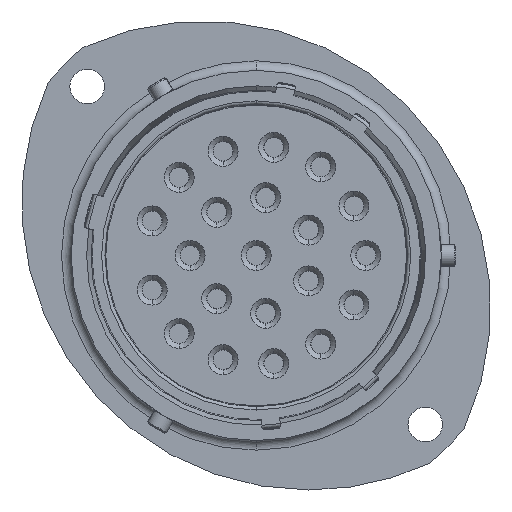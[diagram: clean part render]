
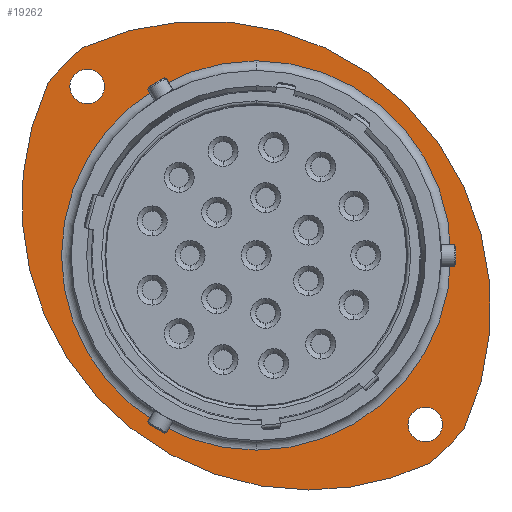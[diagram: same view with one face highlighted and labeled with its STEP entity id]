
A CAD part, left-side view. The second image highlights one B-rep face of the part: STEP entity #19262.
In plain terms, the highlighted planar face has unit normal (-1, 0, 0).
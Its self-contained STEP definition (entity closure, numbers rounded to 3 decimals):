
#351 = ORIENTED_EDGE ( 'NONE', *, *, #822, .F. ) ;
#470 = CIRCLE ( 'NONE', #1630, 18.305 ) ;
#535 = ORIENTED_EDGE ( 'NONE', *, *, #32301, .F. ) ;
#822 = EDGE_CURVE ( 'NONE', #11861, #13843, #11127, .T. ) ;
#1292 = CARTESIAN_POINT ( 'NONE',  ( 78.89, 7.169, -45.671 ) ) ;
#1572 = ORIENTED_EDGE ( 'NONE', *, *, #6200, .T. ) ;
#1630 = AXIS2_PLACEMENT_3D ( 'NONE', #37823, #19861, #26120 ) ;
#1660 = VERTEX_POINT ( 'NONE', #2494 ) ;
#1842 = DIRECTION ( 'NONE',  ( 0., 0., 1. ) ) ;
#2166 = DIRECTION ( 'NONE',  ( -1., 0., 0. ) ) ;
#2494 = CARTESIAN_POINT ( 'NONE',  ( 78.89, -7.435, -66.911 ) ) ;
#2695 = CARTESIAN_POINT ( 'NONE',  ( 78.89, -4.172, -70.174 ) ) ;
#2924 = EDGE_LOOP ( 'NONE', ( #1572, #24167 ) ) ;
#2933 = CARTESIAN_POINT ( 'NONE',  ( 78.89, -3.774, -68.138 ) ) ;
#3283 = DIRECTION ( 'NONE',  ( -1., 0., 0. ) ) ;
#3337 = CARTESIAN_POINT ( 'NONE',  ( 78.89, 28.011, -34.729 ) ) ;
#3501 = CARTESIAN_POINT ( 'NONE',  ( 78.89, 28.011, -36.354 ) ) ;
#4383 = AXIS2_PLACEMENT_3D ( 'NONE', #3337, #6372, #9348 ) ;
#4862 = CARTESIAN_POINT ( 'NONE',  ( 78.89, 12.119, -50.621 ) ) ;
#5012 = CARTESIAN_POINT ( 'NONE',  ( 78.89, 31.672, -34.33 ) ) ;
#5935 = CIRCLE ( 'NONE', #34144, 27. ) ;
#6098 = DIRECTION ( 'NONE',  ( 1., 0., 0. ) ) ;
#6200 = EDGE_CURVE ( 'NONE', #9741, #8389, #9004, .T. ) ;
#6372 = DIRECTION ( 'NONE',  ( -1., 0., 0. ) ) ;
#8131 = DIRECTION ( 'NONE',  ( -1., 0., 0. ) ) ;
#8389 = VERTEX_POINT ( 'NONE', #9678 ) ;
#8442 = FACE_BOUND ( 'NONE', #30759, .T. ) ;
#9004 = CIRCLE ( 'NONE', #20231, 18.305 ) ;
#9124 = CARTESIAN_POINT ( 'NONE',  ( 78.89, -3.774, -64.888 ) ) ;
#9236 = VERTEX_POINT ( 'NONE', #5012 ) ;
#9238 = CARTESIAN_POINT ( 'NONE',  ( 78.89, -3.774, -66.513 ) ) ;
#9338 = CARTESIAN_POINT ( 'NONE',  ( 78.89, 28.011, -34.729 ) ) ;
#9348 = DIRECTION ( 'NONE',  ( 0., 0., -1. ) ) ;
#9610 = DIRECTION ( 'NONE',  ( -1., 0., 0. ) ) ;
#9678 = CARTESIAN_POINT ( 'NONE',  ( 78.89, 12.119, -32.316 ) ) ;
#9741 = VERTEX_POINT ( 'NONE', #34860 ) ;
#10254 = VERTEX_POINT ( 'NONE', #9124 ) ;
#10563 = CARTESIAN_POINT ( 'NONE',  ( 78.89, -3.774, -66.513 ) ) ;
#11127 = CIRCLE ( 'NONE', #4383, 1.625 ) ;
#11174 = DIRECTION ( 'NONE',  ( 1., 0., 0. ) ) ;
#11387 = CARTESIAN_POINT ( 'NONE',  ( 78.89, 28.011, -33.104 ) ) ;
#11561 = CIRCLE ( 'NONE', #23228, 1.625 ) ;
#11861 = VERTEX_POINT ( 'NONE', #3501 ) ;
#12853 = ORIENTED_EDGE ( 'NONE', *, *, #34575, .T. ) ;
#13067 = VERTEX_POINT ( 'NONE', #2695 ) ;
#13313 = EDGE_CURVE ( 'NONE', #8389, #9741, #470, .T. ) ;
#13446 = DIRECTION ( 'NONE',  ( 0., 0., -1. ) ) ;
#13843 = VERTEX_POINT ( 'NONE', #11387 ) ;
#14057 = AXIS2_PLACEMENT_3D ( 'NONE', #1292, #37113, #16073 ) ;
#14238 = EDGE_CURVE ( 'NONE', #29685, #10254, #25840, .T. ) ;
#14452 = PLANE ( 'NONE',  #37429 ) ;
#15458 = CARTESIAN_POINT ( 'NONE',  ( 78.89, 17.068, -55.571 ) ) ;
#16073 = DIRECTION ( 'NONE',  ( 0., 0., -1. ) ) ;
#16410 = FACE_BOUND ( 'NONE', #32852, .T. ) ;
#17057 = CARTESIAN_POINT ( 'NONE',  ( 78.89, 29.524, -50.621 ) ) ;
#17114 = EDGE_CURVE ( 'NONE', #13843, #11861, #11561, .T. ) ;
#17687 = ORIENTED_EDGE ( 'NONE', *, *, #35798, .T. ) ;
#18454 = ORIENTED_EDGE ( 'NONE', *, *, #17114, .F. ) ;
#19262 = ADVANCED_FACE ( 'NONE', ( #29606, #16410, #8442, #20222 ), #14452, .F. ) ;
#19420 = VERTEX_POINT ( 'NONE', #32921 ) ;
#19791 = AXIS2_PLACEMENT_3D ( 'NONE', #10563, #31402, #13446 ) ;
#19861 = DIRECTION ( 'NONE',  ( 1., 0., 0. ) ) ;
#19962 = DIRECTION ( 'NONE',  ( -1., 0., 0. ) ) ;
#20148 = CARTESIAN_POINT ( 'NONE',  ( 78.89, 12.119, -50.621 ) ) ;
#20168 = EDGE_LOOP ( 'NONE', ( #17687, #29813, #12853, #33262, #29824 ) ) ;
#20222 = FACE_OUTER_BOUND ( 'NONE', #20168, .T. ) ;
#20231 = AXIS2_PLACEMENT_3D ( 'NONE', #21465, #6098, #27092 ) ;
#21465 = CARTESIAN_POINT ( 'NONE',  ( 78.89, 12.119, -50.621 ) ) ;
#21818 = EDGE_CURVE ( 'NONE', #19420, #9236, #34474, .T. ) ;
#22059 = CIRCLE ( 'NONE', #29053, 25.45 ) ;
#22381 = CIRCLE ( 'NONE', #14057, 27. ) ;
#22491 = ORIENTED_EDGE ( 'NONE', *, *, #14238, .F. ) ;
#23228 = AXIS2_PLACEMENT_3D ( 'NONE', #9338, #9610, #33736 ) ;
#24167 = ORIENTED_EDGE ( 'NONE', *, *, #13313, .T. ) ;
#24479 = DIRECTION ( 'NONE',  ( -1., 0., 0. ) ) ;
#24607 = EDGE_CURVE ( 'NONE', #1660, #19420, #24791, .T. ) ;
#24791 = CIRCLE ( 'NONE', #29952, 27. ) ;
#25078 = EDGE_CURVE ( 'NONE', #32548, #13067, #22381, .T. ) ;
#25141 = AXIS2_PLACEMENT_3D ( 'NONE', #9238, #24479, #36420 ) ;
#25840 = CIRCLE ( 'NONE', #19791, 1.625 ) ;
#26120 = DIRECTION ( 'NONE',  ( 0., 0., -1. ) ) ;
#27037 = AXIS2_PLACEMENT_3D ( 'NONE', #4862, #19962, #1842 ) ;
#27092 = DIRECTION ( 'NONE',  ( 0., 0., -1. ) ) ;
#27585 = CARTESIAN_POINT ( 'NONE',  ( 78.89, 7.169, -45.671 ) ) ;
#27678 = DIRECTION ( 'NONE',  ( 0., 0., -1. ) ) ;
#27689 = DIRECTION ( 'NONE',  ( 0., 0., -1. ) ) ;
#29053 = AXIS2_PLACEMENT_3D ( 'NONE', #20148, #2166, #37727 ) ;
#29606 = FACE_BOUND ( 'NONE', #2924, .T. ) ;
#29685 = VERTEX_POINT ( 'NONE', #2933 ) ;
#29813 = ORIENTED_EDGE ( 'NONE', *, *, #25078, .T. ) ;
#29824 = ORIENTED_EDGE ( 'NONE', *, *, #21818, .T. ) ;
#29952 = AXIS2_PLACEMENT_3D ( 'NONE', #15458, #3283, #27689 ) ;
#30759 = EDGE_LOOP ( 'NONE', ( #351, #18454 ) ) ;
#30957 = CIRCLE ( 'NONE', #25141, 1.625 ) ;
#31402 = DIRECTION ( 'NONE',  ( -1., 0., 0. ) ) ;
#32152 = DIRECTION ( 'NONE',  ( 0., 0., -1. ) ) ;
#32301 = EDGE_CURVE ( 'NONE', #10254, #29685, #30957, .T. ) ;
#32548 = VERTEX_POINT ( 'NONE', #36959 ) ;
#32852 = EDGE_LOOP ( 'NONE', ( #22491, #535 ) ) ;
#32921 = CARTESIAN_POINT ( 'NONE',  ( 78.89, 28.409, -31.068 ) ) ;
#33262 = ORIENTED_EDGE ( 'NONE', *, *, #24607, .T. ) ;
#33736 = DIRECTION ( 'NONE',  ( 0., 0., -1. ) ) ;
#34144 = AXIS2_PLACEMENT_3D ( 'NONE', #27585, #8131, #27678 ) ;
#34474 = CIRCLE ( 'NONE', #27037, 25.45 ) ;
#34575 = EDGE_CURVE ( 'NONE', #13067, #1660, #22059, .T. ) ;
#34860 = CARTESIAN_POINT ( 'NONE',  ( 78.89, 12.119, -68.926 ) ) ;
#35798 = EDGE_CURVE ( 'NONE', #9236, #32548, #5935, .T. ) ;
#36420 = DIRECTION ( 'NONE',  ( 0., 0., -1. ) ) ;
#36959 = CARTESIAN_POINT ( 'NONE',  ( 78.89, 7.169, -72.671 ) ) ;
#37113 = DIRECTION ( 'NONE',  ( -1., 0., 0. ) ) ;
#37429 = AXIS2_PLACEMENT_3D ( 'NONE', #17057, #11174, #32152 ) ;
#37727 = DIRECTION ( 'NONE',  ( 0., 0., 1. ) ) ;
#37823 = CARTESIAN_POINT ( 'NONE',  ( 78.89, 12.119, -50.621 ) ) ;
